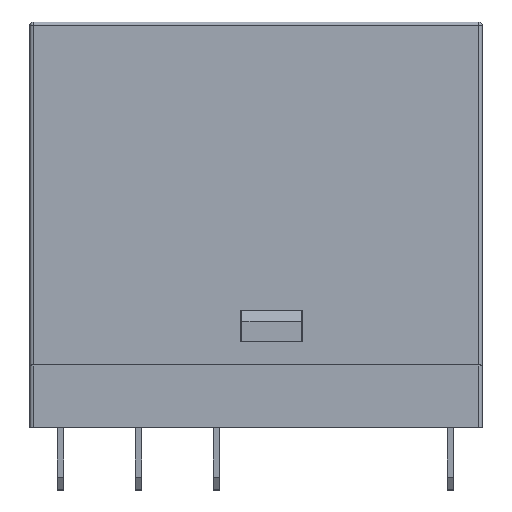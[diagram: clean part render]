
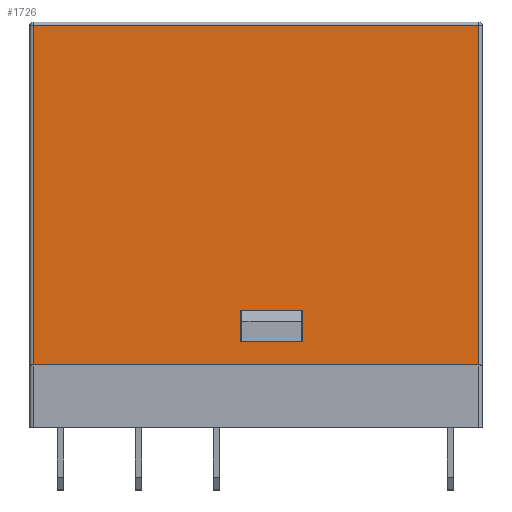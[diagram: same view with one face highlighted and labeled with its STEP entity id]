
A CAD part, top view. The second image highlights one B-rep face of the part: STEP entity #1726.
In plain terms, the highlighted planar face has unit normal (0, 0, 1).
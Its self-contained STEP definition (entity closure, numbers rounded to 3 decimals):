
#30 = ORIENTED_EDGE ( 'NONE', *, *, #4550, .F. ) ;
#40 = CARTESIAN_POINT ( 'NONE',  ( 14.3, 4., 6.25 ) ) ;
#156 = DIRECTION ( 'NONE',  ( -1., 0., 0. ) ) ;
#212 = VERTEX_POINT ( 'NONE', #1609 ) ;
#250 = FACE_BOUND ( 'NONE', #2200, .T. ) ;
#346 = LINE ( 'NONE', #4794, #4457 ) ;
#368 = LINE ( 'NONE', #3805, #1531 ) ;
#439 = VECTOR ( 'NONE', #2912, 1000. ) ;
#550 = CARTESIAN_POINT ( 'NONE',  ( 0., 26., 6.25 ) ) ;
#564 = PLANE ( 'NONE',  #4387 ) ;
#763 = CARTESIAN_POINT ( 'NONE',  ( -1., 7.5, 6.25 ) ) ;
#805 = VERTEX_POINT ( 'NONE', #3621 ) ;
#838 = DIRECTION ( 'NONE',  ( 0., -1., 0. ) ) ;
#861 = CARTESIAN_POINT ( 'NONE',  ( 3., 5.5, 6.25 ) ) ;
#938 = LINE ( 'NONE', #2222, #2987 ) ;
#956 = CARTESIAN_POINT ( 'NONE',  ( -1., 7.5, 6.25 ) ) ;
#1051 = LINE ( 'NONE', #4888, #3744 ) ;
#1072 = ORIENTED_EDGE ( 'NONE', *, *, #2455, .T. ) ;
#1145 = DIRECTION ( 'NONE',  ( 0., 1., 0. ) ) ;
#1215 = ORIENTED_EDGE ( 'NONE', *, *, #2489, .T. ) ;
#1240 = DIRECTION ( 'NONE',  ( 0., -1., 0. ) ) ;
#1299 = ORIENTED_EDGE ( 'NONE', *, *, #3834, .F. ) ;
#1451 = VERTEX_POINT ( 'NONE', #40 ) ;
#1490 = LINE ( 'NONE', #4034, #439 ) ;
#1531 = VECTOR ( 'NONE', #2077, 1000. ) ;
#1535 = ORIENTED_EDGE ( 'NONE', *, *, #3438, .T. ) ;
#1609 = CARTESIAN_POINT ( 'NONE',  ( -1., 5.5, 6.25 ) ) ;
#1703 = VECTOR ( 'NONE', #2896, 1000. ) ;
#1726 = ADVANCED_FACE ( 'NONE', ( #250, #4258 ), #564, .F. ) ;
#1737 = DIRECTION ( 'NONE',  ( 0., 0., -1. ) ) ;
#1866 = VERTEX_POINT ( 'NONE', #4709 ) ;
#1997 = EDGE_LOOP ( 'NONE', ( #1299, #1215, #1072, #1535 ) ) ;
#2044 = LINE ( 'NONE', #763, #3077 ) ;
#2077 = DIRECTION ( 'NONE',  ( 0., -1., 0. ) ) ;
#2200 = EDGE_LOOP ( 'NONE', ( #30, #3321, #4232, #4012 ) ) ;
#2222 = CARTESIAN_POINT ( 'NONE',  ( -14.3, 25.8, 6.25 ) ) ;
#2321 = DIRECTION ( 'NONE',  ( -1., 0., 0. ) ) ;
#2455 = EDGE_CURVE ( 'NONE', #805, #2509, #368, .T. ) ;
#2489 = EDGE_CURVE ( 'NONE', #1866, #805, #938, .T. ) ;
#2509 = VERTEX_POINT ( 'NONE', #2925 ) ;
#2650 = EDGE_CURVE ( 'NONE', #3634, #212, #5012, .T. ) ;
#2667 = CARTESIAN_POINT ( 'NONE',  ( 3., 7.5, 6.25 ) ) ;
#2740 = LINE ( 'NONE', #3915, #1703 ) ;
#2896 = DIRECTION ( 'NONE',  ( 1., 0., 0. ) ) ;
#2912 = DIRECTION ( 'NONE',  ( 1., 0., 0. ) ) ;
#2916 = EDGE_CURVE ( 'NONE', #3142, #3655, #1051, .T. ) ;
#2925 = CARTESIAN_POINT ( 'NONE',  ( -14.3, 4., 6.25 ) ) ;
#2987 = VECTOR ( 'NONE', #156, 1000. ) ;
#3077 = VECTOR ( 'NONE', #2321, 1000. ) ;
#3142 = VERTEX_POINT ( 'NONE', #861 ) ;
#3321 = ORIENTED_EDGE ( 'NONE', *, *, #2916, .F. ) ;
#3438 = EDGE_CURVE ( 'NONE', #2509, #1451, #2740, .T. ) ;
#3621 = CARTESIAN_POINT ( 'NONE',  ( -14.3, 25.8, 6.25 ) ) ;
#3623 = CARTESIAN_POINT ( 'NONE',  ( -1., 7.5, 6.25 ) ) ;
#3634 = VERTEX_POINT ( 'NONE', #956 ) ;
#3655 = VERTEX_POINT ( 'NONE', #2667 ) ;
#3660 = DIRECTION ( 'NONE',  ( -1., 0., 0. ) ) ;
#3744 = VECTOR ( 'NONE', #1145, 1000. ) ;
#3805 = CARTESIAN_POINT ( 'NONE',  ( -14.3, 26., 6.25 ) ) ;
#3834 = EDGE_CURVE ( 'NONE', #1866, #1451, #346, .T. ) ;
#3915 = CARTESIAN_POINT ( 'NONE',  ( 0., 4., 6.25 ) ) ;
#4012 = ORIENTED_EDGE ( 'NONE', *, *, #2650, .F. ) ;
#4034 = CARTESIAN_POINT ( 'NONE',  ( -1., 5.5, 6.25 ) ) ;
#4232 = ORIENTED_EDGE ( 'NONE', *, *, #4851, .F. ) ;
#4258 = FACE_OUTER_BOUND ( 'NONE', #1997, .T. ) ;
#4387 = AXIS2_PLACEMENT_3D ( 'NONE', #550, #1737, #3660 ) ;
#4457 = VECTOR ( 'NONE', #1240, 1000. ) ;
#4550 = EDGE_CURVE ( 'NONE', #3655, #3634, #2044, .T. ) ;
#4709 = CARTESIAN_POINT ( 'NONE',  ( 14.3, 25.8, 6.25 ) ) ;
#4794 = CARTESIAN_POINT ( 'NONE',  ( 14.3, 26., 6.25 ) ) ;
#4851 = EDGE_CURVE ( 'NONE', #212, #3142, #1490, .T. ) ;
#4888 = CARTESIAN_POINT ( 'NONE',  ( 3., 7.5, 6.25 ) ) ;
#4889 = VECTOR ( 'NONE', #838, 1000. ) ;
#5012 = LINE ( 'NONE', #3623, #4889 ) ;
